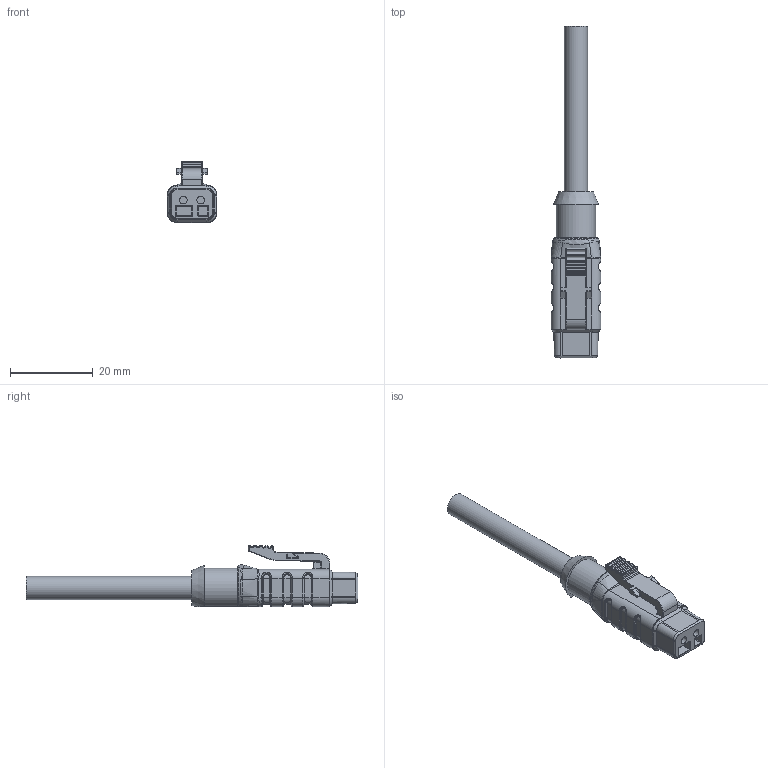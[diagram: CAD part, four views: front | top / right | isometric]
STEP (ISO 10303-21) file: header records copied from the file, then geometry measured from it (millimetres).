
FILE_DESCRIPTION(/* description */ (''),/* implementation_level */ '2;1');
FILE_NAME(/* name */ '5045238_Anschlussleitung_STEP_assy.stp',/* time_stamp */ '2024-12-18T07:35:49+01:00',/* author */ ('ESCHA GmbH & Co. KG'),/* organization */ ('ESCHA GmbH & Co. KG'),/* preprocessor_version */ 'ST-DEVELOPER v19.4',/* originating_system */ 'SIEMENS PLM Software NX2212.8702',/* authorisation */ '');
FILE_SCHEMA (('AUTOMOTIVE_DESIGN { 1 0 10303 214 3 1 1 1 }'));
Length unit declared in the file: millimetre
Products named in the file (1): 5045238_Anschlussleitung_STEP_assy
Bounding box: 12 x 80.2 x 14.77 mm (x, y, z)
Volume: 4615.4 mm3; surface area: 2834 mm2
Topology: 1 solids, 1 shells, 580 faces, 1363 edges, 763 vertices
Faces by surface type: cylinder 195, bspline 179, torus 92, plane 84, sphere 16, extrusion 12, cone 2
Full cylindrical faces by diameter (mm): 1.8 x2, 5.6 x1
Entity records: 20079 total; most frequent: CARTESIAN_POINT 8105, ORIENTED_EDGE 2656, DIRECTION 2332, EDGE_CURVE 1328, AXIS2_PLACEMENT_3D 960, VERTEX_POINT 760, EDGE_LOOP 588, ADVANCED_FACE 579
